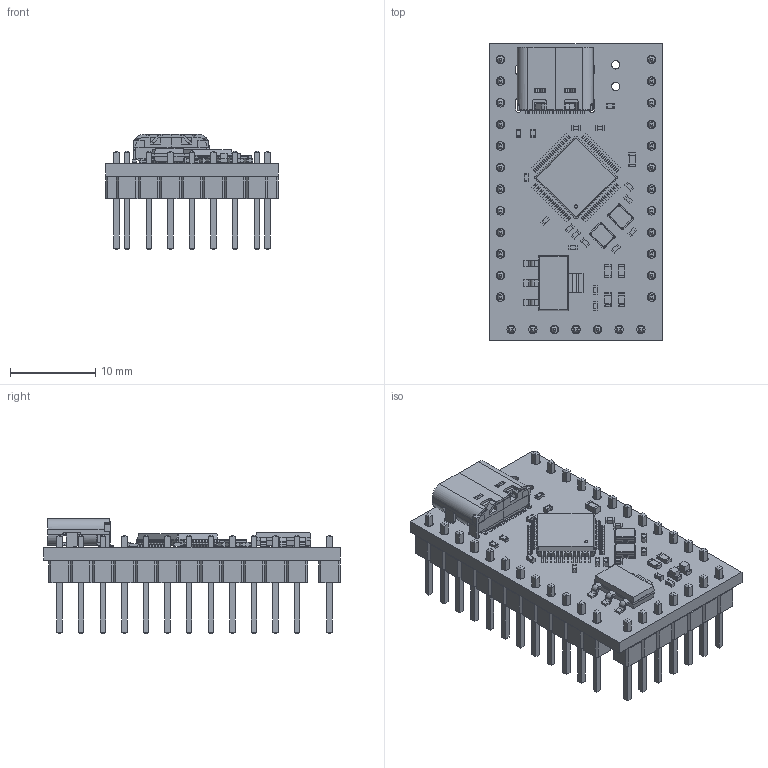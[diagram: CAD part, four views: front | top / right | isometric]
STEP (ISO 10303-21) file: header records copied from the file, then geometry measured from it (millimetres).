
FILE_DESCRIPTION(('KiCad electronic assembly'),'2;1');
FILE_NAME('laplace0_lite.step','2025-06-20T20:20:37',('Pcbnew'),('Kicad' ),'Open CASCADE STEP processor 7.9','KiCad to STEP converter', 'Unknown');
FILE_SCHEMA(('AUTOMOTIVE_DESIGN { 1 0 10303 214 1 1 1 1 }'));
Length unit declared in the file: millimetre
Products named in the file (13): laplace0_lite 1; R_0603_1608Metric; C_0402_1005Metric; Oscillator_SMD_SeikoEpson_SG210-4Pin_2.5x2.0mm; R_0402_1005Metric; C_0603_1608Metric; LQFP-48_7x7mm_P0.5mm; USB_C_Receptacle_GCT_USB4105-xx-A_16P_TopMnt_Horizontal; LED_0603_1608Metric; SOT-223; PinHeader_1x12_P2.54mm_Vertical; PinHeader_1x07_P2.54mm_Vertical; laplace0_lite_PCB
Assembly tree (31 placements, depth 2):
  laplace0_lite 1
    R_0603_1608Metric  x2
    C_0402_1005Metric  x14
    Oscillator_SMD_SeikoEpson_SG210-4Pin_2.5x2.0mm  x2
    R_0402_1005Metric  x3
    C_0603_1608Metric
    LQFP-48_7x7mm_P0.5mm
    USB_C_Receptacle_GCT_USB4105-xx-A_16P_TopMnt_Horizontal
    LED_0603_1608Metric  x2
    SOT-223
    PinHeader_1x12_P2.54mm_Vertical  x2
    PinHeader_1x07_P2.54mm_Vertical
    laplace0_lite_PCB
Bounding box: 20.32 x 34.9 x 13.53 mm (x, y, z)
Volume: 1877.3 mm3; surface area: 4232.4 mm2
Topology: 80 solids, 80 shells, 3112 faces, 7938 edges, 5071 vertices
Faces by surface type: plane 2413, cylinder 659, bspline 32, cone 8
Full cylindrical faces by diameter (mm): 0.5 x2, 0.65 x2, 1 x33
Entity records: 84325 total; most frequent: CARTESIAN_POINT 11902, ORIENTED_EDGE 11488, DIRECTION 11087, EDGE_CURVE 5744, LINE 4775, VECTOR 4775, VERTEX_POINT 3647, AXIS2_PLACEMENT_3D 3156
